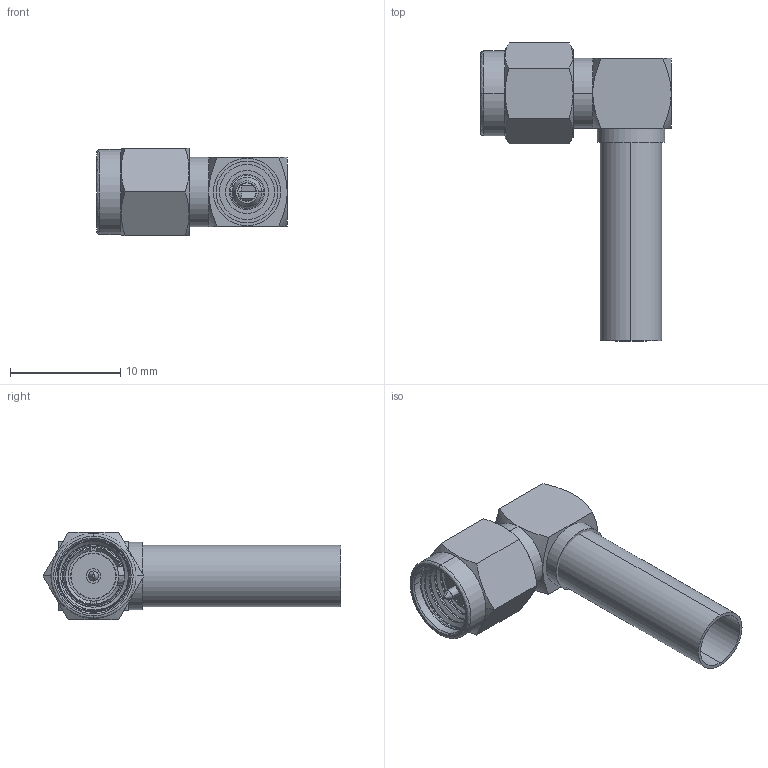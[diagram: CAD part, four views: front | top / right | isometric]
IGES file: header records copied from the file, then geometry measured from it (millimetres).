
Start section:  PTC IGES file: 901-9881-rfx.igs
Global section: file name: 901-9881-rfx.igs; native system: Pro/ENGINEER by Parametric Technology Corporation; preprocessor: 2008010; author: Administrator; organization: Unknown; date: 20091009.114207; units: inch
Bounding box: 17.3 x 27.05 x 7.92 mm (x, y, z)
Surface area: 1688.2 mm2 (no closed solid volume)
Topology: 0 solids, 0 shells, 87 faces, 388 edges, 388 vertices
Faces by surface type: revolution 59, bspline 28
